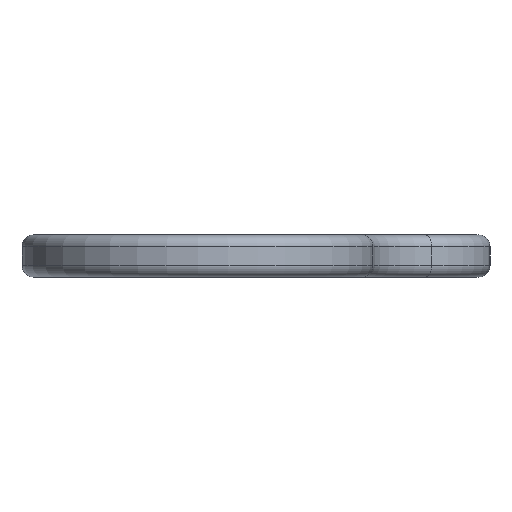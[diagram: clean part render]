
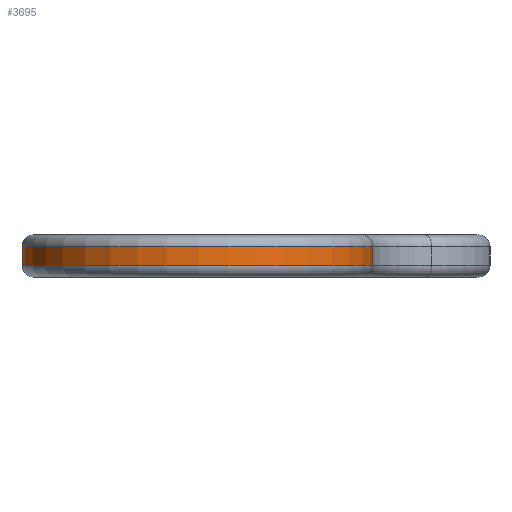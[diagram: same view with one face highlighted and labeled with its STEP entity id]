
A CAD part, left-side view. The second image highlights one B-rep face of the part: STEP entity #3695.
In plain terms, the highlighted cylindrical face has radius 7.5 mm (diameter 15 mm), a partial arc.
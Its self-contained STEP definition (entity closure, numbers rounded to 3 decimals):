
#341=FACE_OUTER_BOUND('',#571,.T.);
#571=EDGE_LOOP('',(#2680,#2681,#2682,#2683));
#818=LINE('',#5573,#1125);
#820=LINE('',#5577,#1127);
#1125=VECTOR('',#4602,10.);
#1127=VECTOR('',#4606,10.);
#1382=CIRCLE('',#3898,7.5);
#1464=CIRCLE('',#4033,7.5);
#1549=VERTEX_POINT('',#5285);
#1551=VERTEX_POINT('',#5291);
#1639=VERTEX_POINT('',#5572);
#1640=VERTEX_POINT('',#5576);
#1904=EDGE_CURVE('',#1549,#1551,#1382,.T.);
#2043=EDGE_CURVE('',#1551,#1639,#818,.T.);
#2045=EDGE_CURVE('',#1549,#1640,#820,.T.);
#2046=EDGE_CURVE('',#1639,#1640,#1464,.T.);
#2680=ORIENTED_EDGE('',*,*,#1904,.F.);
#2681=ORIENTED_EDGE('',*,*,#2045,.T.);
#2682=ORIENTED_EDGE('',*,*,#2046,.F.);
#2683=ORIENTED_EDGE('',*,*,#2043,.F.);
#3605=CYLINDRICAL_SURFACE('',#4032,7.5);
#3695=ADVANCED_FACE('',(#341),#3605,.T.);
#3898=AXIS2_PLACEMENT_3D('',#5295,#4277,#4278);
#4032=AXIS2_PLACEMENT_3D('',#5575,#4604,#4605);
#4033=AXIS2_PLACEMENT_3D('',#5578,#4607,#4608);
#4277=DIRECTION('center_axis',(0.,0.,-1.));
#4278=DIRECTION('ref_axis',(-1.,0.,0.));
#4602=DIRECTION('',(0.,0.,1.));
#4604=DIRECTION('center_axis',(0.,0.,1.));
#4605=DIRECTION('ref_axis',(0.,1.,0.));
#4606=DIRECTION('',(0.,0.,1.));
#4607=DIRECTION('center_axis',(0.,0.,1.));
#4608=DIRECTION('ref_axis',(-1.,0.,0.));
#5285=CARTESIAN_POINT('',(0.,0.,0.5));
#5291=CARTESIAN_POINT('',(0.,15.,0.5));
#5295=CARTESIAN_POINT('Origin',(0.,7.5,0.5));
#5572=CARTESIAN_POINT('',(0.,15.,1.3));
#5573=CARTESIAN_POINT('',(0.,15.,0.));
#5575=CARTESIAN_POINT('Origin',(0.,7.5,0.));
#5576=CARTESIAN_POINT('',(0.,0.,1.3));
#5577=CARTESIAN_POINT('',(0.,0.,0.));
#5578=CARTESIAN_POINT('Origin',(0.,7.5,1.3));
